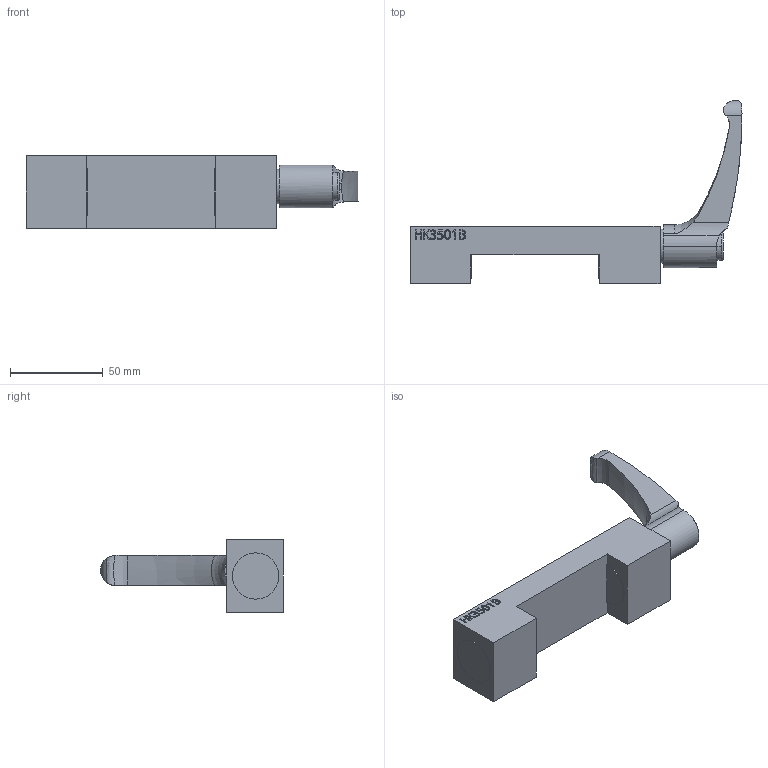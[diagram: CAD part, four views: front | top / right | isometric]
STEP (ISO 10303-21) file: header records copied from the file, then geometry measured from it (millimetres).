
FILE_DESCRIPTION(/* description */ ('Alibre Inc.'),/* implementation_level */ '2;1');
FILE_NAME(/* name */ 'export-330D849A-12DA-4B68-9C6D-0DB87A6CE72E',/* time_stamp */ '2024-08-09T16:49:18+02:00',/* author */ (''),/* organization */ (''),/* preprocessor_version */ 'ST-DEVELOPER v17',/* originating_system */ 'Alibre',/* authorisation */ '');
FILE_SCHEMA (('AUTOMOTIVE_DESIGN'));
Length unit declared in the file: millimetre
Products named in the file (3): ghkHK3501B43569; ELESA-Klemmhebel GN 604-78-M8-SG; HK3501B
Bounding box: 179.4 x 98.86 x 39 mm (x, y, z)
Volume: 145843.3 mm3; surface area: 28735.7 mm2
Topology: 2 solids, 2 shells, 275 faces, 775 edges, 519 vertices
Faces by surface type: cylinder 153, plane 103, torus 10, cone 9
Full cylindrical faces by diameter (mm): 6.647 x5, 18.5 x1, 25 x2
Entity records: 8804 total; most frequent: CARTESIAN_POINT 1671, ORIENTED_EDGE 1542, DIRECTION 1411, EDGE_CURVE 771, AXIS2_PLACEMENT_3D 558, VERTEX_POINT 519, VECTOR 408, LINE 408
